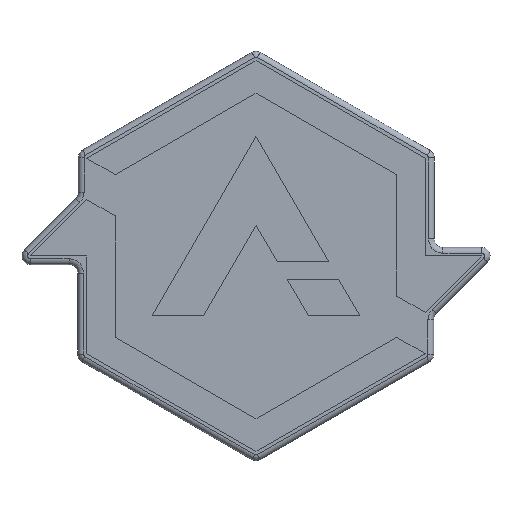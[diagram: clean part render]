
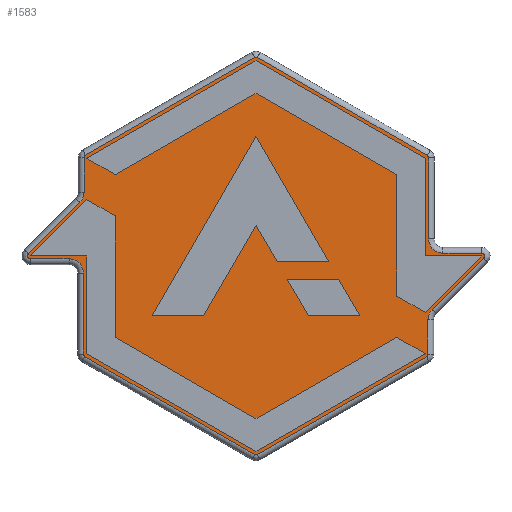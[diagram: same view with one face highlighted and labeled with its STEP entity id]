
A CAD part, front view. The second image highlights one B-rep face of the part: STEP entity #1583.
In plain terms, the highlighted planar face has unit normal (0, -1, 0).
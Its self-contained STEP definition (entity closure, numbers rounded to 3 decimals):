
#35=PLANE('',#1747);
#92=LINE('',#2338,#248);
#94=LINE('',#2358,#250);
#96=LINE('',#2370,#252);
#98=LINE('',#2396,#254);
#100=LINE('',#2408,#256);
#102=LINE('',#2428,#258);
#104=LINE('',#2448,#260);
#106=LINE('',#2468,#262);
#108=LINE('',#2480,#264);
#110=LINE('',#2506,#266);
#112=LINE('',#2518,#268);
#113=LINE('',#2534,#269);
#248=VECTOR('',#1844,10.);
#250=VECTOR('',#1856,10.);
#252=VECTOR('',#1870,10.);
#254=VECTOR('',#1882,10.);
#256=VECTOR('',#1896,10.);
#258=VECTOR('',#1908,10.);
#260=VECTOR('',#1920,10.);
#262=VECTOR('',#1932,10.);
#264=VECTOR('',#1946,10.);
#266=VECTOR('',#1958,10.);
#268=VECTOR('',#1972,10.);
#269=VECTOR('',#1981,10.);
#469=FACE_OUTER_BOUND('',#569,.T.);
#569=EDGE_LOOP('',(#1227,#1228,#1229,#1230,#1231,#1232,#1233,#1234,#1235,
#1236,#1237,#1238,#1239,#1240,#1241,#1242,#1243,#1244,#1245,#1246,#1247,
#1248,#1249,#1250));
#640=CIRCLE('',#1666,1.);
#646=CIRCLE('',#1673,1.);
#650=CIRCLE('',#1679,5.);
#654=CIRCLE('',#1684,1.);
#658=CIRCLE('',#1690,5.);
#662=CIRCLE('',#1695,1.);
#666=CIRCLE('',#1700,1.);
#670=CIRCLE('',#1705,1.);
#674=CIRCLE('',#1711,5.);
#678=CIRCLE('',#1716,1.);
#682=CIRCLE('',#1722,5.);
#686=CIRCLE('',#1727,1.);
#712=VERTEX_POINT('',#2326);
#713=VERTEX_POINT('',#2328);
#715=VERTEX_POINT('',#2334);
#717=VERTEX_POINT('',#2348);
#719=VERTEX_POINT('',#2354);
#721=VERTEX_POINT('',#2360);
#723=VERTEX_POINT('',#2366);
#725=VERTEX_POINT('',#2386);
#727=VERTEX_POINT('',#2392);
#729=VERTEX_POINT('',#2398);
#731=VERTEX_POINT('',#2404);
#733=VERTEX_POINT('',#2418);
#735=VERTEX_POINT('',#2424);
#737=VERTEX_POINT('',#2438);
#739=VERTEX_POINT('',#2444);
#741=VERTEX_POINT('',#2458);
#743=VERTEX_POINT('',#2464);
#745=VERTEX_POINT('',#2470);
#747=VERTEX_POINT('',#2476);
#749=VERTEX_POINT('',#2496);
#751=VERTEX_POINT('',#2502);
#753=VERTEX_POINT('',#2508);
#755=VERTEX_POINT('',#2514);
#757=VERTEX_POINT('',#2528);
#856=EDGE_CURVE('',#712,#713,#640,.T.);
#861=EDGE_CURVE('',#713,#715,#92,.T.);
#864=EDGE_CURVE('',#715,#717,#646,.T.);
#867=EDGE_CURVE('',#717,#719,#94,.T.);
#870=EDGE_CURVE('',#719,#721,#650,.T.);
#873=EDGE_CURVE('',#721,#723,#96,.T.);
#876=EDGE_CURVE('',#723,#725,#654,.T.);
#879=EDGE_CURVE('',#725,#727,#98,.T.);
#882=EDGE_CURVE('',#727,#729,#658,.T.);
#885=EDGE_CURVE('',#729,#731,#100,.T.);
#888=EDGE_CURVE('',#731,#733,#662,.T.);
#891=EDGE_CURVE('',#733,#735,#102,.T.);
#894=EDGE_CURVE('',#735,#737,#666,.T.);
#897=EDGE_CURVE('',#737,#739,#104,.T.);
#900=EDGE_CURVE('',#739,#741,#670,.T.);
#903=EDGE_CURVE('',#741,#743,#106,.T.);
#906=EDGE_CURVE('',#743,#745,#674,.T.);
#909=EDGE_CURVE('',#745,#747,#108,.T.);
#912=EDGE_CURVE('',#747,#749,#678,.T.);
#915=EDGE_CURVE('',#749,#751,#110,.T.);
#918=EDGE_CURVE('',#751,#753,#682,.T.);
#921=EDGE_CURVE('',#753,#755,#112,.T.);
#924=EDGE_CURVE('',#755,#757,#686,.T.);
#925=EDGE_CURVE('',#757,#712,#113,.T.);
#1227=ORIENTED_EDGE('',*,*,#856,.F.);
#1228=ORIENTED_EDGE('',*,*,#925,.F.);
#1229=ORIENTED_EDGE('',*,*,#924,.F.);
#1230=ORIENTED_EDGE('',*,*,#921,.F.);
#1231=ORIENTED_EDGE('',*,*,#918,.F.);
#1232=ORIENTED_EDGE('',*,*,#915,.F.);
#1233=ORIENTED_EDGE('',*,*,#912,.F.);
#1234=ORIENTED_EDGE('',*,*,#909,.F.);
#1235=ORIENTED_EDGE('',*,*,#906,.F.);
#1236=ORIENTED_EDGE('',*,*,#903,.F.);
#1237=ORIENTED_EDGE('',*,*,#900,.F.);
#1238=ORIENTED_EDGE('',*,*,#897,.F.);
#1239=ORIENTED_EDGE('',*,*,#894,.F.);
#1240=ORIENTED_EDGE('',*,*,#891,.F.);
#1241=ORIENTED_EDGE('',*,*,#888,.F.);
#1242=ORIENTED_EDGE('',*,*,#885,.F.);
#1243=ORIENTED_EDGE('',*,*,#882,.F.);
#1244=ORIENTED_EDGE('',*,*,#879,.F.);
#1245=ORIENTED_EDGE('',*,*,#876,.F.);
#1246=ORIENTED_EDGE('',*,*,#873,.F.);
#1247=ORIENTED_EDGE('',*,*,#870,.F.);
#1248=ORIENTED_EDGE('',*,*,#867,.F.);
#1249=ORIENTED_EDGE('',*,*,#864,.F.);
#1250=ORIENTED_EDGE('',*,*,#861,.F.);
#1583=ADVANCED_FACE('',(#469),#35,.T.);
#1666=AXIS2_PLACEMENT_3D('',#2329,#1833,#1834);
#1673=AXIS2_PLACEMENT_3D('',#2352,#1849,#1850);
#1679=AXIS2_PLACEMENT_3D('',#2364,#1863,#1864);
#1684=AXIS2_PLACEMENT_3D('',#2390,#1875,#1876);
#1690=AXIS2_PLACEMENT_3D('',#2402,#1889,#1890);
#1695=AXIS2_PLACEMENT_3D('',#2422,#1901,#1902);
#1700=AXIS2_PLACEMENT_3D('',#2442,#1913,#1914);
#1705=AXIS2_PLACEMENT_3D('',#2462,#1925,#1926);
#1711=AXIS2_PLACEMENT_3D('',#2474,#1939,#1940);
#1716=AXIS2_PLACEMENT_3D('',#2500,#1951,#1952);
#1722=AXIS2_PLACEMENT_3D('',#2512,#1965,#1966);
#1727=AXIS2_PLACEMENT_3D('',#2532,#1977,#1978);
#1747=AXIS2_PLACEMENT_3D('',#2586,#2038,#2039);
#1833=DIRECTION('center_axis',(0.,1.,0.));
#1834=DIRECTION('ref_axis',(0.,0.,1.));
#1844=DIRECTION('',(0.866,0.,-0.5));
#1849=DIRECTION('center_axis',(0.,1.,0.));
#1850=DIRECTION('ref_axis',(0.866,0.,0.5));
#1856=DIRECTION('',(0.,0.,-1.));
#1863=DIRECTION('center_axis',(0.,-1.,0.));
#1864=DIRECTION('ref_axis',(-0.707,0.,-0.707));
#1870=DIRECTION('',(1.,0.,0.));
#1875=DIRECTION('center_axis',(0.,1.,0.));
#1876=DIRECTION('ref_axis',(0.924,0.,0.383));
#1882=DIRECTION('',(-0.707,0.,-0.707));
#1889=DIRECTION('center_axis',(0.,-1.,0.));
#1890=DIRECTION('ref_axis',(-0.924,0.,0.383));
#1896=DIRECTION('',(0.,0.,-1.));
#1901=DIRECTION('center_axis',(0.,1.,0.));
#1902=DIRECTION('ref_axis',(0.866,0.,-0.5));
#1908=DIRECTION('',(-0.866,0.,-0.5));
#1913=DIRECTION('center_axis',(0.,1.,0.));
#1914=DIRECTION('ref_axis',(0.,0.,-1.));
#1920=DIRECTION('',(-0.866,0.,0.5));
#1925=DIRECTION('center_axis',(0.,1.,0.));
#1926=DIRECTION('ref_axis',(-0.866,0.,-0.5));
#1932=DIRECTION('',(0.,0.,1.));
#1939=DIRECTION('center_axis',(0.,-1.,0.));
#1940=DIRECTION('ref_axis',(0.707,0.,0.707));
#1946=DIRECTION('',(-1.,0.,0.));
#1951=DIRECTION('center_axis',(0.,1.,0.));
#1952=DIRECTION('ref_axis',(-0.924,0.,-0.383));
#1958=DIRECTION('',(0.707,0.,0.707));
#1965=DIRECTION('center_axis',(0.,-1.,0.));
#1966=DIRECTION('ref_axis',(0.924,0.,-0.383));
#1972=DIRECTION('',(0.,0.,1.));
#1977=DIRECTION('center_axis',(0.,1.,0.));
#1978=DIRECTION('ref_axis',(-0.866,0.,0.5));
#1981=DIRECTION('',(0.866,0.,0.5));
#2038=DIRECTION('center_axis',(0.,-1.,0.));
#2039=DIRECTION('ref_axis',(0.,0.,-1.));
#2326=CARTESIAN_POINT('',(-0.5,5.,169.571));
#2328=CARTESIAN_POINT('',(0.5,5.,169.571));
#2329=CARTESIAN_POINT('Origin',(0.,5.,168.705));
#2334=CARTESIAN_POINT('',(60.,5.,135.218));
#2338=CARTESIAN_POINT('',(45.875,5.,143.373));
#2348=CARTESIAN_POINT('',(60.5,5.,134.352));
#2352=CARTESIAN_POINT('Origin',(59.5,5.,134.352));
#2354=CARTESIAN_POINT('',(60.5,5.,106.));
#2358=CARTESIAN_POINT('',(60.5,5.,101.5));
#2360=CARTESIAN_POINT('',(65.5,5.,101.));
#2364=CARTESIAN_POINT('Origin',(65.5,5.,106.));
#2366=CARTESIAN_POINT('',(79.,5.,101.));
#2370=CARTESIAN_POINT('',(39.5,5.,101.));
#2386=CARTESIAN_POINT('',(79.707,5.,99.293));
#2390=CARTESIAN_POINT('Origin',(79.,5.,100.));
#2392=CARTESIAN_POINT('',(61.714,5.,81.3));
#2396=CARTESIAN_POINT('',(50.961,5.,70.547));
#2398=CARTESIAN_POINT('',(60.25,5.,77.765));
#2402=CARTESIAN_POINT('Origin',(65.25,5.,77.765));
#2404=CARTESIAN_POINT('',(60.25,5.,65.503));
#2408=CARTESIAN_POINT('',(60.25,5.,81.886));
#2418=CARTESIAN_POINT('',(59.75,5.,64.637));
#2422=CARTESIAN_POINT('Origin',(59.25,5.,65.503));
#2424=CARTESIAN_POINT('',(0.5,5.,30.429));
#2428=CARTESIAN_POINT('',(14.625,5.,38.584));
#2438=CARTESIAN_POINT('',(-0.5,5.,30.429));
#2442=CARTESIAN_POINT('Origin',(0.,5.,31.295));
#2444=CARTESIAN_POINT('',(-60.,5.,64.782));
#2448=CARTESIAN_POINT('',(-45.875,5.,56.627));
#2458=CARTESIAN_POINT('',(-60.5,5.,65.648));
#2462=CARTESIAN_POINT('Origin',(-59.5,5.,65.648));
#2464=CARTESIAN_POINT('',(-60.5,5.,94.));
#2468=CARTESIAN_POINT('',(-60.5,5.,98.5));
#2470=CARTESIAN_POINT('',(-65.5,5.,99.));
#2474=CARTESIAN_POINT('Origin',(-65.5,5.,94.));
#2476=CARTESIAN_POINT('',(-79.,5.,99.));
#2480=CARTESIAN_POINT('',(-39.5,5.,99.));
#2496=CARTESIAN_POINT('',(-79.707,5.,100.707));
#2500=CARTESIAN_POINT('Origin',(-79.,5.,100.));
#2502=CARTESIAN_POINT('',(-61.714,5.,118.7));
#2506=CARTESIAN_POINT('',(-50.961,5.,129.453));
#2508=CARTESIAN_POINT('',(-60.25,5.,122.235));
#2512=CARTESIAN_POINT('Origin',(-65.25,5.,122.235));
#2514=CARTESIAN_POINT('',(-60.25,5.,134.497));
#2518=CARTESIAN_POINT('',(-60.25,5.,118.114));
#2528=CARTESIAN_POINT('',(-59.75,5.,135.363));
#2532=CARTESIAN_POINT('Origin',(-59.25,5.,134.497));
#2534=CARTESIAN_POINT('',(-14.625,5.,161.416));
#2586=CARTESIAN_POINT('Origin',(0.,5.,100.));
